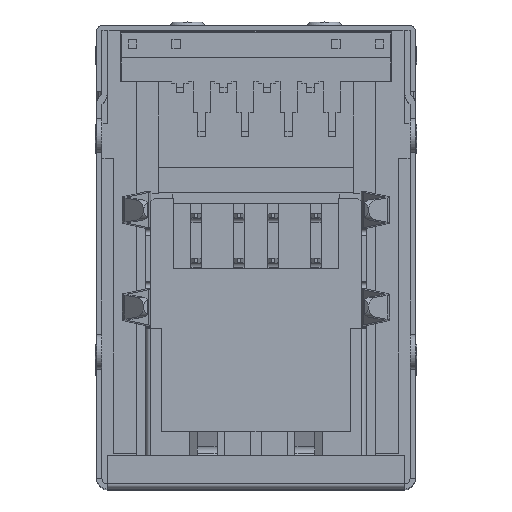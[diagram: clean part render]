
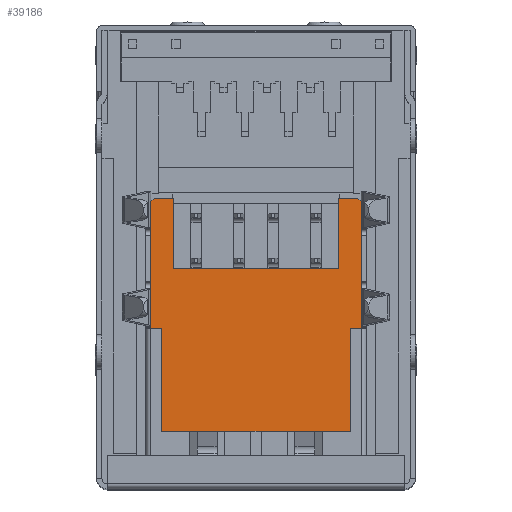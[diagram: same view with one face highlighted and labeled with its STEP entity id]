
A CAD part, top view. The second image highlights one B-rep face of the part: STEP entity #39186.
In plain terms, the highlighted face is planar.
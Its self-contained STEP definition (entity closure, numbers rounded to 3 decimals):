
#10174=ORIENTED_EDGE('',*,*,#17396,.T.);
#10175=ORIENTED_EDGE('',*,*,#17397,.T.);
#10176=ORIENTED_EDGE('',*,*,#17238,.F.);
#10177=ORIENTED_EDGE('',*,*,#17398,.T.);
#10178=ORIENTED_EDGE('',*,*,#17399,.T.);
#10179=ORIENTED_EDGE('',*,*,#17395,.F.);
#10180=ORIENTED_EDGE('',*,*,#17400,.F.);
#10181=ORIENTED_EDGE('',*,*,#17401,.F.);
#10182=ORIENTED_EDGE('',*,*,#17267,.T.);
#10183=ORIENTED_EDGE('',*,*,#17402,.T.);
#10184=ORIENTED_EDGE('',*,*,#17403,.T.);
#10185=ORIENTED_EDGE('',*,*,#17404,.F.);
#10186=ORIENTED_EDGE('',*,*,#17405,.F.);
#10187=ORIENTED_EDGE('',*,*,#17406,.T.);
#17238=EDGE_CURVE('',#21463,#21464,#25819,.T.);
#17267=EDGE_CURVE('',#21493,#21492,#25848,.T.);
#17395=EDGE_CURVE('',#21602,#21599,#25976,.T.);
#17396=EDGE_CURVE('',#21603,#21604,#25977,.T.);
#17397=EDGE_CURVE('',#21604,#21464,#25978,.F.);
#17398=EDGE_CURVE('',#21463,#21605,#25979,.T.);
#17399=EDGE_CURVE('',#21605,#21599,#25980,.T.);
#17400=EDGE_CURVE('',#21606,#21602,#25981,.T.);
#17401=EDGE_CURVE('',#21493,#21606,#25982,.T.);
#17402=EDGE_CURVE('',#21492,#21607,#25983,.T.);
#17403=EDGE_CURVE('',#21607,#21608,#25984,.T.);
#17404=EDGE_CURVE('',#21609,#21608,#25985,.T.);
#17405=EDGE_CURVE('',#21610,#21609,#25986,.T.);
#17406=EDGE_CURVE('',#21610,#21603,#25987,.T.);
#21463=VERTEX_POINT('',#62135);
#21464=VERTEX_POINT('',#62137);
#21492=VERTEX_POINT('',#62194);
#21493=VERTEX_POINT('',#62196);
#21599=VERTEX_POINT('',#62453);
#21602=VERTEX_POINT('',#62458);
#21603=VERTEX_POINT('',#62462);
#21604=VERTEX_POINT('',#62463);
#21605=VERTEX_POINT('',#62466);
#21606=VERTEX_POINT('',#62469);
#21607=VERTEX_POINT('',#62472);
#21608=VERTEX_POINT('',#62474);
#21609=VERTEX_POINT('',#62476);
#21610=VERTEX_POINT('',#62478);
#25819=LINE('',#62136,#30486);
#25848=LINE('',#62195,#30515);
#25976=LINE('',#62459,#30643);
#25977=LINE('',#62461,#30644);
#25978=LINE('',#62464,#30645);
#25979=LINE('',#62465,#30646);
#25980=LINE('',#62467,#30647);
#25981=LINE('',#62468,#30648);
#25982=LINE('',#62470,#30649);
#25983=LINE('',#62471,#30650);
#25984=LINE('',#62473,#30651);
#25985=LINE('',#62475,#30652);
#25986=LINE('',#62477,#30653);
#25987=LINE('',#62479,#30654);
#30486=VECTOR('',#50933,1000.);
#30515=VECTOR('',#50964,1000.);
#30643=VECTOR('',#51144,1000.);
#30644=VECTOR('',#51147,1000.);
#30645=VECTOR('',#51148,1000.);
#30646=VECTOR('',#51149,1000.);
#30647=VECTOR('',#51150,1000.);
#30648=VECTOR('',#51151,1000.);
#30649=VECTOR('',#51152,1000.);
#30650=VECTOR('',#51153,1000.);
#30651=VECTOR('',#51154,1000.);
#30652=VECTOR('',#51155,1000.);
#30653=VECTOR('',#51156,1000.);
#30654=VECTOR('',#51157,1000.);
#33463=EDGE_LOOP('',(#10174,#10175,#10176,#10177,#10178,#10179,#10180,#10181,
#10182,#10183,#10184,#10185,#10186,#10187));
#35654=FACE_BOUND('',#33463,.T.);
#37272=PLANE('',#42269);
#39186=ADVANCED_FACE('',(#35654),#37272,.T.);
#42269=AXIS2_PLACEMENT_3D('',#62460,#51145,#51146);
#50933=DIRECTION('',(-1.,0.,0.));
#50964=DIRECTION('',(-1.,0.,0.));
#51144=DIRECTION('',(0.,1.,0.));
#51145=DIRECTION('',(0.,0.,-1.));
#51146=DIRECTION('',(-1.,0.,0.));
#51147=DIRECTION('',(0.,1.,0.));
#51148=DIRECTION('',(-0.707,-0.707,0.));
#51149=DIRECTION('',(0.,-1.,0.));
#51150=DIRECTION('',(1.,0.,0.));
#51151=DIRECTION('',(1.,0.,0.));
#51152=DIRECTION('',(0.,1.,0.));
#51153=DIRECTION('',(-0.707,0.707,0.));
#51154=DIRECTION('',(0.,1.,0.));
#51155=DIRECTION('',(-1.,0.,0.));
#51156=DIRECTION('',(0.,-1.,0.));
#51157=DIRECTION('',(-1.,0.,0.));
#62135=CARTESIAN_POINT('',(0.8,6.15,-7.55));
#62136=CARTESIAN_POINT('',(6.8,6.15,-7.55));
#62137=CARTESIAN_POINT('',(-6.6,6.15,-7.55));
#62194=CARTESIAN_POINT('',(-6.6,-6.15,-7.55));
#62195=CARTESIAN_POINT('',(6.8,-6.15,-7.55));
#62196=CARTESIAN_POINT('',(0.8,-6.15,-7.55));
#62453=CARTESIAN_POINT('',(6.8,5.5,-7.55));
#62458=CARTESIAN_POINT('',(6.8,-5.5,-7.55));
#62459=CARTESIAN_POINT('',(6.8,-6.15,-7.55));
#62460=CARTESIAN_POINT('',(6.8,-6.15,-7.55));
#62461=CARTESIAN_POINT('',(-6.8,-6.15,-7.55));
#62462=CARTESIAN_POINT('',(-6.8,4.825,-7.55));
#62463=CARTESIAN_POINT('',(-6.8,5.95,-7.55));
#62464=CARTESIAN_POINT('',(-6.05,6.7,-7.55));
#62465=CARTESIAN_POINT('',(0.8,6.15,-7.55));
#62466=CARTESIAN_POINT('',(0.8,5.5,-7.55));
#62467=CARTESIAN_POINT('',(0.8,5.5,-7.55));
#62468=CARTESIAN_POINT('',(0.8,-5.5,-7.55));
#62469=CARTESIAN_POINT('',(0.8,-5.5,-7.55));
#62470=CARTESIAN_POINT('',(0.8,-6.15,-7.55));
#62471=CARTESIAN_POINT('',(0.1,-12.85,-7.55));
#62472=CARTESIAN_POINT('',(-6.8,-5.95,-7.55));
#62473=CARTESIAN_POINT('',(-6.8,-6.15,-7.55));
#62474=CARTESIAN_POINT('',(-6.8,-4.825,-7.55));
#62475=CARTESIAN_POINT('',(-2.7,-4.825,-7.55));
#62476=CARTESIAN_POINT('',(-2.7,-4.825,-7.55));
#62477=CARTESIAN_POINT('',(-2.7,4.825,-7.55));
#62478=CARTESIAN_POINT('',(-2.7,4.825,-7.55));
#62479=CARTESIAN_POINT('',(-2.7,4.825,-7.55));
